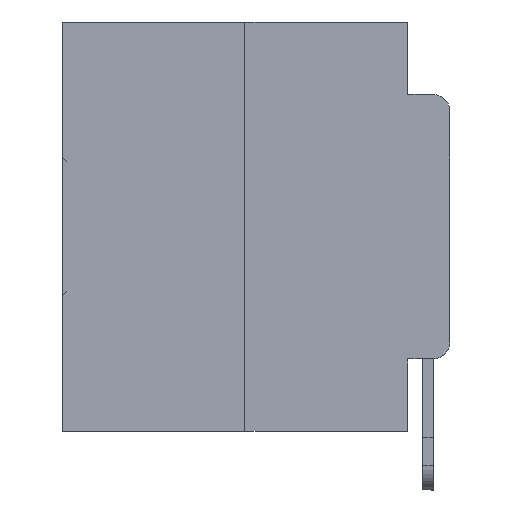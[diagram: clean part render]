
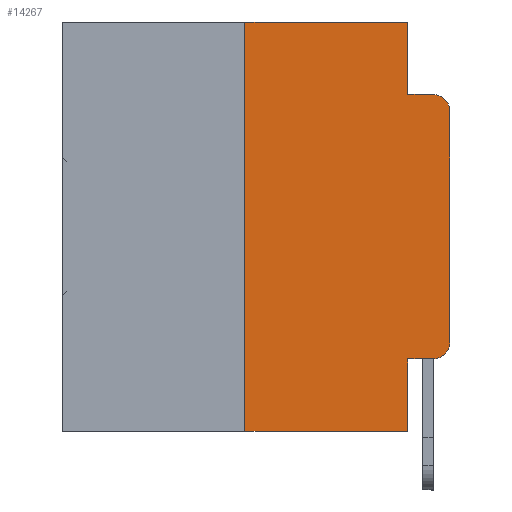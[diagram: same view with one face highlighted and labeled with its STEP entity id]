
A CAD part, left-side view. The second image highlights one B-rep face of the part: STEP entity #14267.
In plain terms, the highlighted planar face has unit normal (-1, 0, 0).
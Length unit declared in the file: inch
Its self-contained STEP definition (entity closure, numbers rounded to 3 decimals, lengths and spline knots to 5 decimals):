
#49 = LINE ( 'NONE', #28875, #23404 ) ;
#836 = ORIENTED_EDGE ( 'NONE', *, *, #28992, .F. ) ;
#1974 = LINE ( 'NONE', #31288, #29572 ) ;
#2353 = DIRECTION ( 'NONE',  ( 0., -1., 0. ) ) ;
#3112 = DIRECTION ( 'NONE',  ( 0., -1., 0. ) ) ;
#3170 = VERTEX_POINT ( 'NONE', #25260 ) ;
#3284 = EDGE_CURVE ( 'NONE', #28474, #15686, #20633, .T. ) ;
#3538 = EDGE_CURVE ( 'NONE', #14177, #24915, #21869, .T. ) ;
#5100 = CARTESIAN_POINT ( 'NONE',  ( 0., 0.473, 0. ) ) ;
#5416 = CARTESIAN_POINT ( 'NONE',  ( 0., 0.051, -0.0885 ) ) ;
#6327 = EDGE_CURVE ( 'NONE', #28474, #26423, #21825, .T. ) ;
#6791 = ORIENTED_EDGE ( 'NONE', *, *, #18384, .T. ) ;
#7146 = DIRECTION ( 'NONE',  ( 0., 0., -1. ) ) ;
#7909 = CARTESIAN_POINT ( 'NONE',  ( 0., 0.051, -0.4115 ) ) ;
#8341 = ORIENTED_EDGE ( 'NONE', *, *, #19088, .F. ) ;
#8488 = EDGE_CURVE ( 'NONE', #3170, #14093, #49, .T. ) ;
#8916 = DIRECTION ( 'NONE',  ( -1., 0., 0. ) ) ;
#8989 = CARTESIAN_POINT ( 'NONE',  ( 0., 0.02, -0.1085 ) ) ;
#9257 = AXIS2_PLACEMENT_3D ( 'NONE', #16074, #15749, #10906 ) ;
#9289 = CARTESIAN_POINT ( 'NONE',  ( 0., 0.051, 0. ) ) ;
#9845 = EDGE_CURVE ( 'NONE', #14093, #30411, #16312, .T. ) ;
#10134 = EDGE_CURVE ( 'NONE', #15686, #3170, #19931, .T. ) ;
#10906 = DIRECTION ( 'NONE',  ( 0., 0., -1. ) ) ;
#11074 = DIRECTION ( 'NONE',  ( 0., 0., 1. ) ) ;
#11303 = ORIENTED_EDGE ( 'NONE', *, *, #10134, .T. ) ;
#11907 = CARTESIAN_POINT ( 'NONE',  ( 0., 0.051, -0.5 ) ) ;
#14007 = ORIENTED_EDGE ( 'NONE', *, *, #8488, .T. ) ;
#14093 = VERTEX_POINT ( 'NONE', #22330 ) ;
#14177 = VERTEX_POINT ( 'NONE', #22820 ) ;
#14267 = ADVANCED_FACE ( 'NONE', ( #25354 ), #18016, .F. ) ;
#14332 = EDGE_LOOP ( 'NONE', ( #14007, #16760, #8341, #21537, #26340, #836, #6791, #17230, #20802, #11303 ) ) ;
#15556 = CARTESIAN_POINT ( 'NONE',  ( 0., 0.473, -0.5 ) ) ;
#15686 = VERTEX_POINT ( 'NONE', #24063 ) ;
#15703 = VECTOR ( 'NONE', #24940, 39.37008 ) ;
#15749 = DIRECTION ( 'NONE',  ( 1., 0., 0. ) ) ;
#16074 = CARTESIAN_POINT ( 'NONE',  ( 0., 0.473, 0. ) ) ;
#16312 = CIRCLE ( 'NONE', #27569, 0.02 ) ;
#16760 = ORIENTED_EDGE ( 'NONE', *, *, #9845, .T. ) ;
#17091 = VERTEX_POINT ( 'NONE', #22579 ) ;
#17219 = DIRECTION ( 'NONE',  ( 0., -1., 0. ) ) ;
#17230 = ORIENTED_EDGE ( 'NONE', *, *, #6327, .F. ) ;
#18016 = PLANE ( 'NONE',  #9257 ) ;
#18384 = EDGE_CURVE ( 'NONE', #17091, #26423, #25171, .T. ) ;
#18772 = VECTOR ( 'NONE', #19124, 39.37008 ) ;
#19088 = EDGE_CURVE ( 'NONE', #26540, #30411, #22341, .T. ) ;
#19124 = DIRECTION ( 'NONE',  ( 0., 0., -1. ) ) ;
#19931 = CIRCLE ( 'NONE', #30700, 0.02 ) ;
#20633 = LINE ( 'NONE', #7909, #15703 ) ;
#20802 = ORIENTED_EDGE ( 'NONE', *, *, #3284, .T. ) ;
#21537 = ORIENTED_EDGE ( 'NONE', *, *, #22979, .F. ) ;
#21653 = VECTOR ( 'NONE', #3112, 39.37008 ) ;
#21825 = LINE ( 'NONE', #9289, #18772 ) ;
#21869 = LINE ( 'NONE', #5100, #30103 ) ;
#22330 = CARTESIAN_POINT ( 'NONE',  ( 0., 0., -0.1085 ) ) ;
#22341 = LINE ( 'NONE', #5416, #27835 ) ;
#22523 = CARTESIAN_POINT ( 'NONE',  ( 0., 0.051, -0.0885 ) ) ;
#22579 = CARTESIAN_POINT ( 'NONE',  ( 0., 0.25, -0.5 ) ) ;
#22820 = CARTESIAN_POINT ( 'NONE',  ( 0., 0.25, 0. ) ) ;
#22979 = EDGE_CURVE ( 'NONE', #24915, #26540, #1974, .T. ) ;
#23404 = VECTOR ( 'NONE', #26455, 39.37008 ) ;
#24063 = CARTESIAN_POINT ( 'NONE',  ( 0., 0.02, -0.4115 ) ) ;
#24072 = CARTESIAN_POINT ( 'NONE',  ( 0., 0.25, 0. ) ) ;
#24711 = CARTESIAN_POINT ( 'NONE',  ( 0., 0.02, -0.0885 ) ) ;
#24743 = CARTESIAN_POINT ( 'NONE',  ( 0., 0.051, 0. ) ) ;
#24915 = VERTEX_POINT ( 'NONE', #24743 ) ;
#24940 = DIRECTION ( 'NONE',  ( 0., -1., 0. ) ) ;
#25171 = LINE ( 'NONE', #15556, #21653 ) ;
#25260 = CARTESIAN_POINT ( 'NONE',  ( 0., 0., -0.3915 ) ) ;
#25354 = FACE_OUTER_BOUND ( 'NONE', #14332, .T. ) ;
#25956 = CARTESIAN_POINT ( 'NONE',  ( 0., 0.02, -0.3915 ) ) ;
#26105 = DIRECTION ( 'NONE',  ( 0., 0., -1. ) ) ;
#26340 = ORIENTED_EDGE ( 'NONE', *, *, #3538, .F. ) ;
#26423 = VERTEX_POINT ( 'NONE', #11907 ) ;
#26455 = DIRECTION ( 'NONE',  ( 0., 0., 1. ) ) ;
#26540 = VERTEX_POINT ( 'NONE', #22523 ) ;
#26923 = DIRECTION ( 'NONE',  ( 0., 0., -1. ) ) ;
#27090 = DIRECTION ( 'NONE',  ( -1., 0., 0. ) ) ;
#27124 = VECTOR ( 'NONE', #11074, 39.37008 ) ;
#27569 = AXIS2_PLACEMENT_3D ( 'NONE', #8989, #27090, #26923 ) ;
#27835 = VECTOR ( 'NONE', #17219, 39.37008 ) ;
#28474 = VERTEX_POINT ( 'NONE', #30514 ) ;
#28743 = LINE ( 'NONE', #24072, #27124 ) ;
#28875 = CARTESIAN_POINT ( 'NONE',  ( 0., 0., 0. ) ) ;
#28992 = EDGE_CURVE ( 'NONE', #17091, #14177, #28743, .T. ) ;
#29572 = VECTOR ( 'NONE', #7146, 39.37008 ) ;
#30103 = VECTOR ( 'NONE', #2353, 39.37008 ) ;
#30411 = VERTEX_POINT ( 'NONE', #24711 ) ;
#30514 = CARTESIAN_POINT ( 'NONE',  ( 0., 0.051, -0.4115 ) ) ;
#30700 = AXIS2_PLACEMENT_3D ( 'NONE', #25956, #8916, #26105 ) ;
#31288 = CARTESIAN_POINT ( 'NONE',  ( 0., 0.051, 0. ) ) ;
